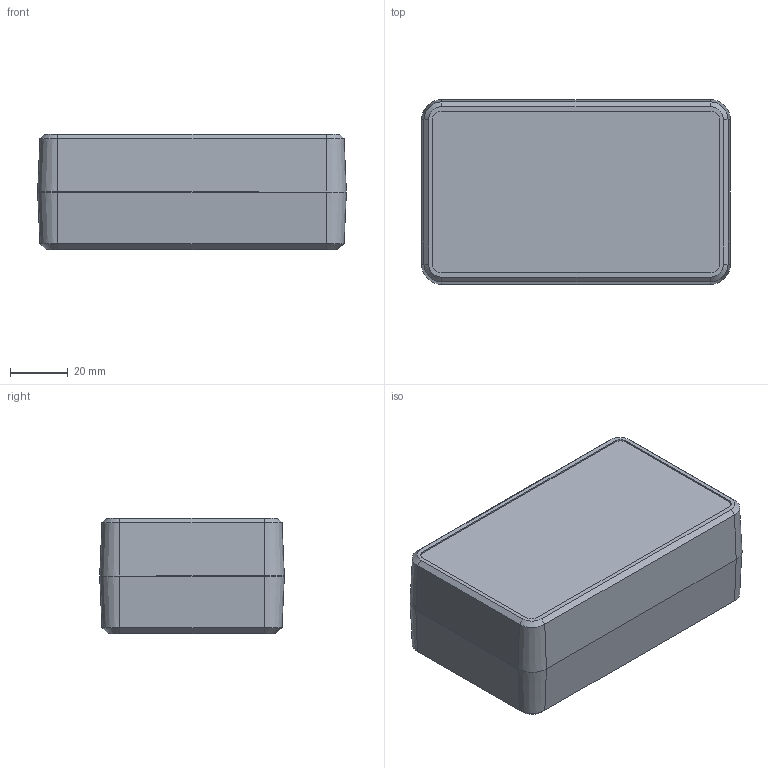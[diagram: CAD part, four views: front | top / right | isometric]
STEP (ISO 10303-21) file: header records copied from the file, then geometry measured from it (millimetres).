
FILE_DESCRIPTION (( 'STEP AP214' ), '1' );
FILE_NAME ('RL6015 w1 151029.STEP', '2016-05-10T03:09:13', ( '' ), ( '' ), 'SwSTEP 2.0', 'SolidWorks 2015', '' );
FILE_SCHEMA (( 'AUTOMOTIVE_DESIGN' ));
Length unit declared in the file: millimetre
Products named in the file (5): M3x6-pan self; FLAT M3-25-Self v2; 6015T v1; 6015B v1; RL6015 w1 151029
Assembly tree (10 placements, depth 2):
  RL6015 w1 151029
    6015B v1
    6015T v1
    FLAT M3-25-Self v2  x4
    M3x6-pan self  x4
Bounding box: 107 x 64 x 40 mm (x, y, z)
Volume: 60319.3 mm3; surface area: 58515.2 mm2
Topology: 10 solids, 10 shells, 1115 faces, 2550 edges, 1500 vertices
Faces by surface type: cone 476, cylinder 330, plane 289, bspline 20
Entity records: 14460 total; most frequent: DIRECTION 2308, CARTESIAN_POINT 2244, ORIENTED_EDGE 2040, EDGE_CURVE 1020, AXIS2_PLACEMENT_3D 864, VERTEX_POINT 624, LINE 580, VECTOR 580
